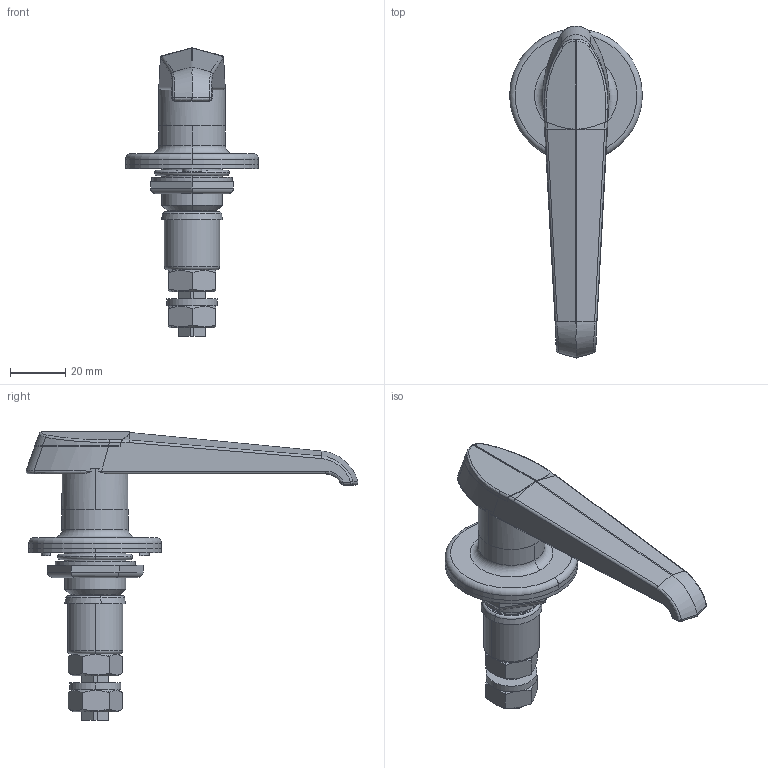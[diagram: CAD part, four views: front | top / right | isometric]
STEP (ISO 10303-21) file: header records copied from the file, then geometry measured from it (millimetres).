
FILE_DESCRIPTION (( 'STEP AP203' ), '1' );
FILE_NAME ('A-140-S-2.STEP', '2010-12-06T06:11:19', ( ' ' ), ( ' ' ), 'SwSTEP 2.0', 'SolidWorks 2007', '' );
FILE_SCHEMA (( 'CONFIG_CONTROL_DESIGN' ));
Length unit declared in the file: millimetre
Products named in the file (13): A-140-S-2僉儍僢僾_; A-140-S-2六角ナット_; 榋妏僫僢僩M10_棉太倌; A-140-S-2僶僱嵗嬥__棉太倌; A-140-S-2; A-140-S-2受座_; A-140-S-2本体_; R200_公開用_R200-4; A-140-S-2僷僢僉儞_; A-140-S-2スプリング受け__ﾃﾞﾌｫﾙﾄ; A-140-S-2僗僞僢僩__棉太倌; A-140-S-2僗僾儕儞僌1__棉太倌; A-140-S-2リングワッシャー__ﾃﾞﾌｫﾙﾄ
Assembly tree (13 placements, depth 2):
  A-140-S-2
    A-140-S-2僉儍僢僾_
    A-140-S-2僗僞僢僩__棉太倌
    A-140-S-2僷僢僉儞_
    A-140-S-2僶僱嵗嬥__棉太倌
    榋妏僫僢僩M10_棉太倌  x2
    A-140-S-2僗僾儕儞僌1__棉太倌
    A-140-S-2スプリング受け__ﾃﾞﾌｫﾙﾄ
    A-140-S-2受座_
    A-140-S-2六角ナット_
    R200_公開用_R200-4
    A-140-S-2本体_
    A-140-S-2リングワッシャー__ﾃﾞﾌｫﾙﾄ
Bounding box: 48 x 120.03 x 104.2 mm (x, y, z)
Volume: 51066.5 mm3; surface area: 33478.5 mm2
Topology: 13 solids, 13 shells, 255 faces, 580 edges, 361 vertices
Faces by surface type: plane 95, cylinder 83, bspline 28, torus 26, cone 17, sphere 6
Entity records: 9589 total; most frequent: CARTESIAN_POINT 2935, ORIENTED_EDGE 1096, DIRECTION 1093, EDGE_CURVE 548, AXIS2_PLACEMENT_3D 435, VERTEX_POINT 341, EDGE_LOOP 267, ADVANCED_FACE 241
